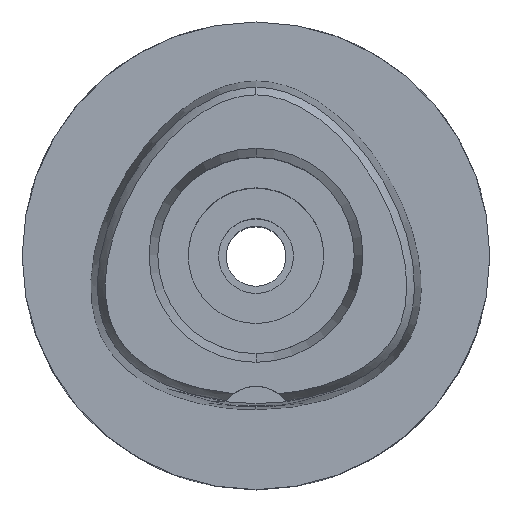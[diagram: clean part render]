
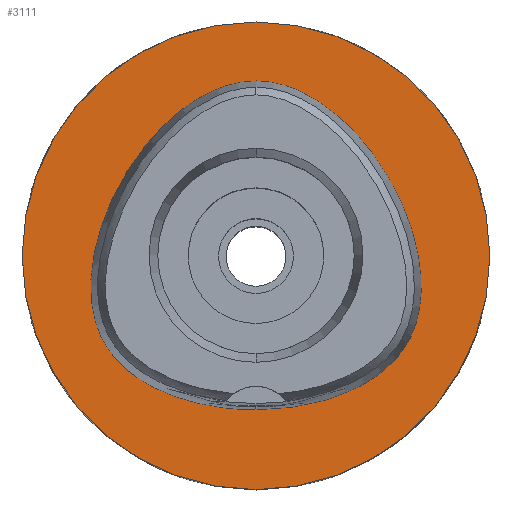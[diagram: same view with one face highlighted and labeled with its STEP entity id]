
A CAD part, top view. The second image highlights one B-rep face of the part: STEP entity #3111.
In plain terms, the highlighted planar face has unit normal (0, 0, 1).
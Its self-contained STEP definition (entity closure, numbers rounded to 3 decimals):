
#27 = EDGE_LOOP ( 'NONE', ( #3711, #3837 ) ) ;
#122 = CARTESIAN_POINT ( 'NONE',  ( -0.68, 18.695, 0. ) ) ;
#141 = CARTESIAN_POINT ( 'NONE',  ( -14.788, -11.282, 0. ) ) ;
#161 = CARTESIAN_POINT ( 'NONE',  ( 17.711, -3.269, 0. ) ) ;
#183 = CARTESIAN_POINT ( 'NONE',  ( 15.649, -10.213, 0. ) ) ;
#211 = CARTESIAN_POINT ( 'NONE',  ( 0., 0., 0. ) ) ;
#293 = PLANE ( 'NONE',  #3298 ) ;
#340 = CARTESIAN_POINT ( 'NONE',  ( 0., 18.695, 0. ) ) ;
#370 = DIRECTION ( 'NONE',  ( 0., -1., 0. ) ) ;
#432 = EDGE_CURVE ( 'NONE', #1389, #1732, #936, .T. ) ;
#449 = VERTEX_POINT ( 'NONE', #690 ) ;
#456 = CARTESIAN_POINT ( 'NONE',  ( -7.968, 15.831, 0. ) ) ;
#490 = CARTESIAN_POINT ( 'NONE',  ( -14.38, 8.302, 0. ) ) ;
#539 = CARTESIAN_POINT ( 'NONE',  ( 16.669, -8.446, 0. ) ) ;
#558 = CARTESIAN_POINT ( 'NONE',  ( 4.729, 17.735, 0. ) ) ;
#583 = CARTESIAN_POINT ( 'NONE',  ( 2.041, 18.55, 0. ) ) ;
#629 = VERTEX_POINT ( 'NONE', #1084 ) ;
#639 = CARTESIAN_POINT ( 'NONE',  ( 11.687, -13.704, 0. ) ) ;
#643 = EDGE_CURVE ( 'NONE', #449, #629, #3704, .T. ) ;
#690 = CARTESIAN_POINT ( 'NONE',  ( 0., -25., 0. ) ) ;
#805 = CARTESIAN_POINT ( 'NONE',  ( 0., 18.695, 0. ) ) ;
#819 = CARTESIAN_POINT ( 'NONE',  ( -1.684, -16.455, 0. ) ) ;
#885 = CARTESIAN_POINT ( 'NONE',  ( -11.687, -13.704, 0. ) ) ;
#915 = CARTESIAN_POINT ( 'NONE',  ( -5.051, -16.156, 0. ) ) ;
#934 = CARTESIAN_POINT ( 'NONE',  ( 11.466, 12.452, 0. ) ) ;
#936 = B_SPLINE_CURVE_WITH_KNOTS ( 'NONE', 3,
 ( #4007, #1384, #4063, #1311, #639, #3178, #2449, #183, #3962, #539, #2064, #3582, #161, #1693, #3201, #4725, #934, #2469, #558, #583, #1820, #340 ),
 .UNSPECIFIED., .F., .F.,
 ( 4, 1, 1, 1, 1, 1, 1, 1, 1, 1, 1, 1, 1, 1, 1, 1, 1, 1, 1, 4 ),
 ( 0., 0.083, 0.167, 0.208, 0.25, 0.292, 0.312, 0.333, 0.354, 0.375, 0.417, 0.458, 0.5, 0.583, 0.667, 0.75, 0.833, 0.917, 0.958, 1. ),
 .UNSPECIFIED. ) ;
#975 = B_SPLINE_CURVE_WITH_KNOTS ( 'NONE', 3,
 ( #2067, #122, #3093, #2045, #456, #1624, #490, #2351, #3561, #3114, #1975, #1648, #2013, #3156, #4618, #141, #4682, #885, #1195, #915, #819, #3868 ),
 .UNSPECIFIED., .F., .F.,
 ( 4, 1, 1, 1, 1, 1, 1, 1, 1, 1, 1, 1, 1, 1, 1, 1, 1, 1, 1, 4 ),
 ( 0., 0.042, 0.083, 0.167, 0.25, 0.333, 0.417, 0.5, 0.542, 0.583, 0.625, 0.646, 0.667, 0.688, 0.708, 0.75, 0.792, 0.833, 0.917, 1. ),
 .UNSPECIFIED. ) ;
#1055 = DIRECTION ( 'NONE',  ( 0., 0., -1. ) ) ;
#1084 = CARTESIAN_POINT ( 'NONE',  ( 0., 25., 0. ) ) ;
#1195 = CARTESIAN_POINT ( 'NONE',  ( -8.947, -15.039, 0. ) ) ;
#1311 = CARTESIAN_POINT ( 'NONE',  ( 8.947, -15.039, 0. ) ) ;
#1315 = AXIS2_PLACEMENT_3D ( 'NONE', #3566, #2399, #3913 ) ;
#1384 = CARTESIAN_POINT ( 'NONE',  ( 1.684, -16.455, 0. ) ) ;
#1389 = VERTEX_POINT ( 'NONE', #3100 ) ;
#1624 = CARTESIAN_POINT ( 'NONE',  ( -11.466, 12.452, 0. ) ) ;
#1648 = CARTESIAN_POINT ( 'NONE',  ( -17.165, -7.166, 0. ) ) ;
#1693 = CARTESIAN_POINT ( 'NONE',  ( 17.498, -0.229, 0. ) ) ;
#1732 = VERTEX_POINT ( 'NONE', #805 ) ;
#1808 = EDGE_CURVE ( 'NONE', #629, #449, #3713, .T. ) ;
#1820 = CARTESIAN_POINT ( 'NONE',  ( 0.68, 18.695, 0. ) ) ;
#1975 = CARTESIAN_POINT ( 'NONE',  ( -17.564, -5.456, 0. ) ) ;
#2013 = CARTESIAN_POINT ( 'NONE',  ( -16.669, -8.446, 0. ) ) ;
#2045 = CARTESIAN_POINT ( 'NONE',  ( -4.729, 17.735, 0. ) ) ;
#2064 = CARTESIAN_POINT ( 'NONE',  ( 17.165, -7.166, 0. ) ) ;
#2067 = CARTESIAN_POINT ( 'NONE',  ( 0., 18.695, 0. ) ) ;
#2115 = DIRECTION ( 'NONE',  ( 0., -1., 0. ) ) ;
#2189 = FACE_BOUND ( 'NONE', #27, .T. ) ;
#2351 = CARTESIAN_POINT ( 'NONE',  ( -16.517, 3.703, 0. ) ) ;
#2399 = DIRECTION ( 'NONE',  ( 0., 0., -1. ) ) ;
#2449 = CARTESIAN_POINT ( 'NONE',  ( 14.788, -11.282, 0. ) ) ;
#2469 = CARTESIAN_POINT ( 'NONE',  ( 7.968, 15.831, 0. ) ) ;
#2595 = AXIS2_PLACEMENT_3D ( 'NONE', #3783, #2621, #370 ) ;
#2621 = DIRECTION ( 'NONE',  ( 0., 0., -1. ) ) ;
#2635 = EDGE_LOOP ( 'NONE', ( #3503, #3192 ) ) ;
#3093 = CARTESIAN_POINT ( 'NONE',  ( -2.041, 18.55, 0. ) ) ;
#3100 = CARTESIAN_POINT ( 'NONE',  ( 0., -16.455, 0. ) ) ;
#3111 = ADVANCED_FACE ( 'NONE', ( #4083, #2189 ), #293, .F. ) ;
#3114 = CARTESIAN_POINT ( 'NONE',  ( -17.711, -3.269, 0. ) ) ;
#3156 = CARTESIAN_POINT ( 'NONE',  ( -16.206, -9.357, 0. ) ) ;
#3178 = CARTESIAN_POINT ( 'NONE',  ( 13.507, -12.483, 0. ) ) ;
#3192 = ORIENTED_EDGE ( 'NONE', *, *, #643, .F. ) ;
#3201 = CARTESIAN_POINT ( 'NONE',  ( 16.517, 3.703, 0. ) ) ;
#3298 = AXIS2_PLACEMENT_3D ( 'NONE', #211, #1055, #2115 ) ;
#3503 = ORIENTED_EDGE ( 'NONE', *, *, #1808, .F. ) ;
#3561 = CARTESIAN_POINT ( 'NONE',  ( -17.498, -0.229, 0. ) ) ;
#3566 = CARTESIAN_POINT ( 'NONE',  ( 0., 0., 0. ) ) ;
#3582 = CARTESIAN_POINT ( 'NONE',  ( 17.564, -5.456, 0. ) ) ;
#3704 = CIRCLE ( 'NONE', #2595, 25. ) ;
#3711 = ORIENTED_EDGE ( 'NONE', *, *, #4449, .F. ) ;
#3713 = CIRCLE ( 'NONE', #1315, 25. ) ;
#3783 = CARTESIAN_POINT ( 'NONE',  ( 0., 0., 0. ) ) ;
#3837 = ORIENTED_EDGE ( 'NONE', *, *, #432, .F. ) ;
#3868 = CARTESIAN_POINT ( 'NONE',  ( 0., -16.455, 0. ) ) ;
#3913 = DIRECTION ( 'NONE',  ( 0., 1., 0. ) ) ;
#3962 = CARTESIAN_POINT ( 'NONE',  ( 16.206, -9.357, 0. ) ) ;
#4007 = CARTESIAN_POINT ( 'NONE',  ( 0., -16.455, 0. ) ) ;
#4063 = CARTESIAN_POINT ( 'NONE',  ( 5.051, -16.156, 0. ) ) ;
#4083 = FACE_OUTER_BOUND ( 'NONE', #2635, .T. ) ;
#4449 = EDGE_CURVE ( 'NONE', #1732, #1389, #975, .T. ) ;
#4618 = CARTESIAN_POINT ( 'NONE',  ( -15.649, -10.213, 0. ) ) ;
#4682 = CARTESIAN_POINT ( 'NONE',  ( -13.507, -12.483, 0. ) ) ;
#4725 = CARTESIAN_POINT ( 'NONE',  ( 14.38, 8.302, 0. ) ) ;
